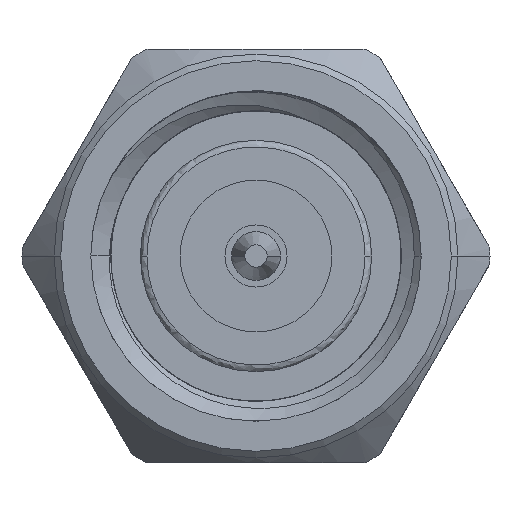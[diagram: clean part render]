
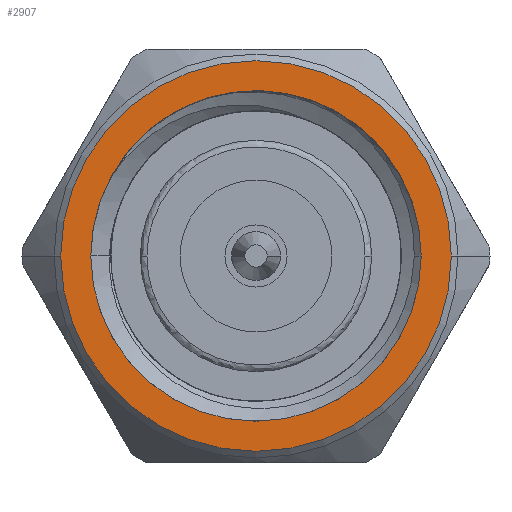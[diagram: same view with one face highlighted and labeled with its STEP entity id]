
A CAD part, left-side view. The second image highlights one B-rep face of the part: STEP entity #2907.
In plain terms, the highlighted planar face has unit normal (-1, 0, 0).
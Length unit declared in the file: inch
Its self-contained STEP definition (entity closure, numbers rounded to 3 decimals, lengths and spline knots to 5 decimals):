
#442 = DIRECTION ( 'NONE',  ( 0., -0.5, 0.866 ) ) ;
#541 = AXIS2_PLACEMENT_3D ( 'NONE', #3666, #3312, #2190 ) ;
#669 = CIRCLE ( 'NONE', #541, 0.14779 ) ;
#679 = DIRECTION ( 'NONE',  ( 1., 0., 0. ) ) ;
#698 = FACE_OUTER_BOUND ( 'NONE', #764, .T. ) ;
#729 = EDGE_LOOP ( 'NONE', ( #930, #1647 ) ) ;
#737 = CARTESIAN_POINT ( 'NONE',  ( 0., -0.0739, 0.12799 ) ) ;
#744 = EDGE_CURVE ( 'NONE', #1148, #2115, #669, .T. ) ;
#764 = EDGE_LOOP ( 'NONE', ( #3144, #2444 ) ) ;
#822 = CARTESIAN_POINT ( 'NONE',  ( 0., 0., 0. ) ) ;
#842 = CIRCLE ( 'NONE', #2923, 0.125 ) ;
#897 = EDGE_CURVE ( 'NONE', #920, #3444, #842, .T. ) ;
#920 = VERTEX_POINT ( 'NONE', #2334 ) ;
#930 = ORIENTED_EDGE ( 'NONE', *, *, #897, .T. ) ;
#947 = DIRECTION ( 'NONE',  ( 1., 0., 0. ) ) ;
#1143 = EDGE_CURVE ( 'NONE', #2115, #1148, #1494, .T. ) ;
#1148 = VERTEX_POINT ( 'NONE', #3394 ) ;
#1257 = AXIS2_PLACEMENT_3D ( 'NONE', #1867, #679, #2966 ) ;
#1307 = CARTESIAN_POINT ( 'NONE',  ( 0., 0.0625, -0.10825 ) ) ;
#1427 = AXIS2_PLACEMENT_3D ( 'NONE', #2671, #2992, #442 ) ;
#1494 = CIRCLE ( 'NONE', #2629, 0.14779 ) ;
#1508 = PLANE ( 'NONE',  #1257 ) ;
#1647 = ORIENTED_EDGE ( 'NONE', *, *, #3424, .T. ) ;
#1867 = CARTESIAN_POINT ( 'NONE',  ( 0., 0., 0. ) ) ;
#1961 = DIRECTION ( 'NONE',  ( 0., 0.5, -0.866 ) ) ;
#2115 = VERTEX_POINT ( 'NONE', #737 ) ;
#2190 = DIRECTION ( 'NONE',  ( 0., 0.5, -0.866 ) ) ;
#2334 = CARTESIAN_POINT ( 'NONE',  ( 0., -0.0625, 0.10825 ) ) ;
#2444 = ORIENTED_EDGE ( 'NONE', *, *, #1143, .F. ) ;
#2629 = AXIS2_PLACEMENT_3D ( 'NONE', #822, #3091, #1961 ) ;
#2671 = CARTESIAN_POINT ( 'NONE',  ( 0., 0., 0. ) ) ;
#2791 = CIRCLE ( 'NONE', #1427, 0.125 ) ;
#2892 = DIRECTION ( 'NONE',  ( 0., -0.5, 0.866 ) ) ;
#2907 = ADVANCED_FACE ( 'NONE', ( #3234, #698 ), #1508, .F. ) ;
#2923 = AXIS2_PLACEMENT_3D ( 'NONE', #3194, #947, #2892 ) ;
#2966 = DIRECTION ( 'NONE',  ( 0., 1., 0. ) ) ;
#2992 = DIRECTION ( 'NONE',  ( 1., 0., 0. ) ) ;
#3091 = DIRECTION ( 'NONE',  ( 1., 0., 0. ) ) ;
#3144 = ORIENTED_EDGE ( 'NONE', *, *, #744, .F. ) ;
#3194 = CARTESIAN_POINT ( 'NONE',  ( 0., 0., 0. ) ) ;
#3234 = FACE_BOUND ( 'NONE', #729, .T. ) ;
#3312 = DIRECTION ( 'NONE',  ( 1., 0., 0. ) ) ;
#3394 = CARTESIAN_POINT ( 'NONE',  ( 0., 0.0739, -0.12799 ) ) ;
#3424 = EDGE_CURVE ( 'NONE', #3444, #920, #2791, .T. ) ;
#3444 = VERTEX_POINT ( 'NONE', #1307 ) ;
#3666 = CARTESIAN_POINT ( 'NONE',  ( 0., 0., 0. ) ) ;
